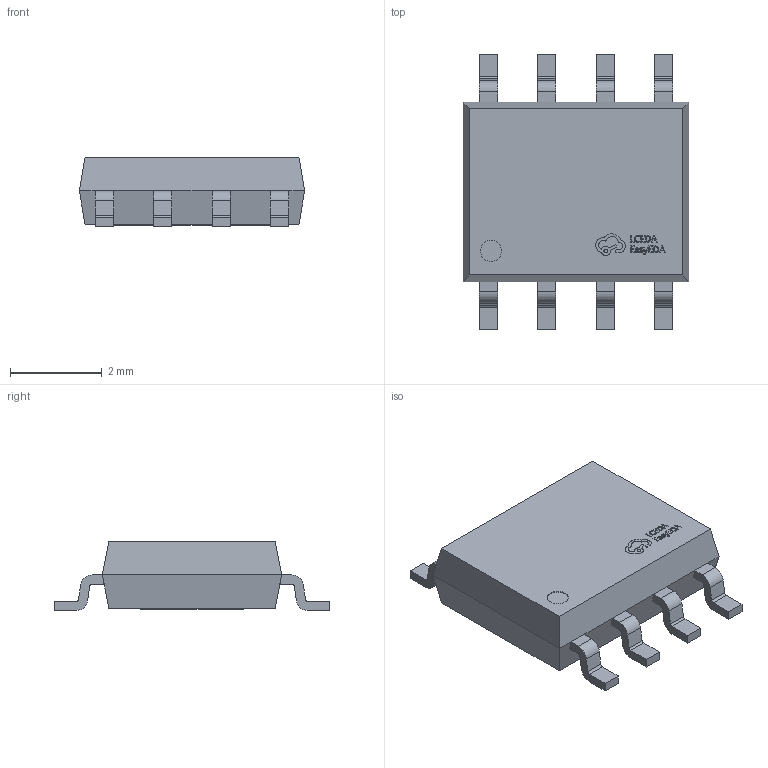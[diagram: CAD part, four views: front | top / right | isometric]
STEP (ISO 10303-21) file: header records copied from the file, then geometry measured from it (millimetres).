
FILE_DESCRIPTION (( 'STEP AP214' ), '1' );
FILE_NAME ('ESOP-8_L4.9-W3.9-P1.27-LS6.0-BL-EP-2.step', '2022-07-26T09:44:15', ( '' ), ( '' ), 'SwSTEP 2.0', 'SolidWorks 2020', '' );
FILE_SCHEMA (( 'AUTOMOTIVE_DESIGN' ));
Length unit declared in the file: millimetre
Products named in the file (1): ESOP-8_L4.9-W3.9-P1.27-LS6.0-BL-EP-2
Bounding box: 4.9 x 6 x 1.5 mm (x, y, z)
Volume: 27.1 mm3; surface area: 73.7 mm2
Topology: 14 solids, 14 shells, 429 faces, 1156 edges, 764 vertices
Faces by surface type: plane 281, bspline 114, cylinder 34
Entity records: 18977 total; most frequent: CARTESIAN_POINT 4712, ORIENTED_EDGE 2312, DIRECTION 1624, EDGE_CURVE 1156, VECTOR 856, LINE 856, VERTEX_POINT 764, EDGE_LOOP 450
